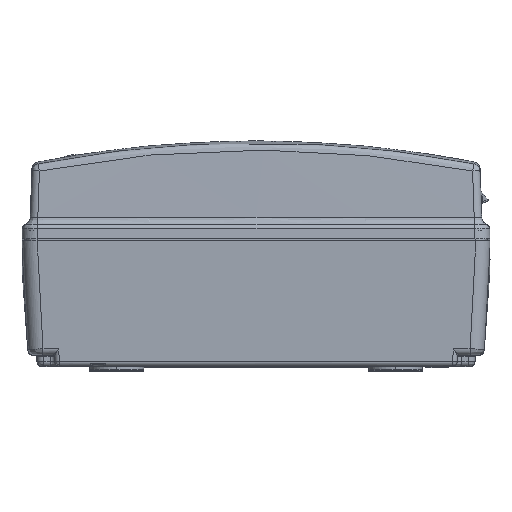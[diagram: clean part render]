
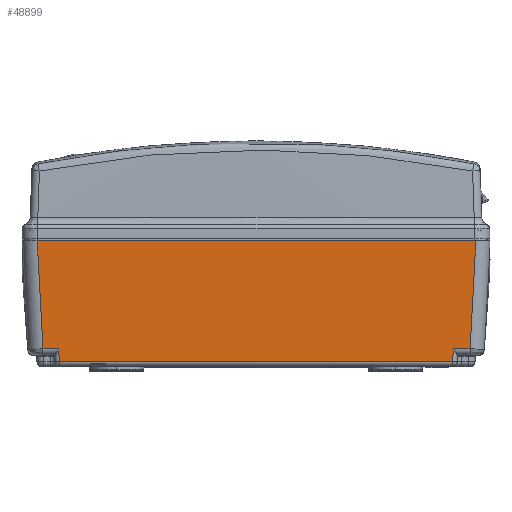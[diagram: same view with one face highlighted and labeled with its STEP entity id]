
A CAD part, top view. The second image highlights one B-rep face of the part: STEP entity #48899.
In plain terms, the highlighted planar face has unit normal (0, 0.035, -0.999).
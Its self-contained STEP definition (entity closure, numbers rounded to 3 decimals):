
#21519 = AXIS2_PLACEMENT_3D ( 'NONE', #66666, #66671, #66672 ) ;
#40356 = EDGE_CURVE ( 'NONE', #148691, #148697, #140007, .T. ) ;
#40423 = EDGE_CURVE ( 'NONE', #148751, #147418, #140159, .T. ) ;
#44754 = FACE_OUTER_BOUND ( 'NONE', #133940, .T. ) ;
#44910 = LINE ( 'NONE', #71031, #44911 ) ;
#44911 = VECTOR ( 'NONE', #71032, 1000. ) ;
#48899 = ADVANCED_FACE ( 'NONE', ( #44754 ), #66668, .F. ) ;
#51699 = VERTEX_POINT ( 'NONE', #67115 ) ;
#51709 = VERTEX_POINT ( 'NONE', #67123 ) ;
#51736 = VERTEX_POINT ( 'NONE', #67145 ) ;
#51741 = VERTEX_POINT ( 'NONE', #67148 ) ;
#57041 = ORIENTED_EDGE ( 'NONE', *, *, #40356, .F. ) ;
#57044 = ORIENTED_EDGE ( 'NONE', *, *, #59205, .F. ) ;
#57049 = ORIENTED_EDGE ( 'NONE', *, *, #59206, .F. ) ;
#57052 = ORIENTED_EDGE ( 'NONE', *, *, #59207, .F. ) ;
#57055 = ORIENTED_EDGE ( 'NONE', *, *, #40423, .F. ) ;
#57058 = ORIENTED_EDGE ( 'NONE', *, *, #59208, .F. ) ;
#57061 = ORIENTED_EDGE ( 'NONE', *, *, #59121, .F. ) ;
#57064 = ORIENTED_EDGE ( 'NONE', *, *, #59209, .F. ) ;
#59121 = EDGE_CURVE ( 'NONE', #51699, #51709, #44910, .T. ) ;
#59205 = EDGE_CURVE ( 'NONE', #51741, #148691, #141059, .T. ) ;
#59206 = EDGE_CURVE ( 'NONE', #51736, #51741, #141061, .T. ) ;
#59207 = EDGE_CURVE ( 'NONE', #147418, #51736, #141064, .T. ) ;
#59208 = EDGE_CURVE ( 'NONE', #51709, #148751, #141067, .T. ) ;
#59209 = EDGE_CURVE ( 'NONE', #148697, #51699, #141069, .T. ) ;
#66666 = CARTESIAN_POINT ( 'NONE',  ( -104.534, 0.819, 103.021 ) ) ;
#66668 = PLANE ( 'NONE',  #21519 ) ;
#66671 = DIRECTION ( 'NONE',  ( 0., -0.035, 0.999 ) ) ;
#66672 = DIRECTION ( 'NONE',  ( 1., 0., 0. ) ) ;
#67115 = CARTESIAN_POINT ( 'NONE',  ( -90.394, 1.93, 103.059 ) ) ;
#67123 = CARTESIAN_POINT ( 'NONE',  ( 90.394, 1.93, 103.059 ) ) ;
#67145 = CARTESIAN_POINT ( 'NONE',  ( 101.003, 57.5, 105. ) ) ;
#67148 = CARTESIAN_POINT ( 'NONE',  ( -100.504, 57.5, 105. ) ) ;
#71031 = CARTESIAN_POINT ( 'NONE',  ( 0., 1.93, 103.059 ) ) ;
#71032 = DIRECTION ( 'NONE',  ( 1., 0., 0. ) ) ;
#75353 = CARTESIAN_POINT ( 'NONE',  ( -100.504, 57.5, 105. ) ) ;
#75356 = CARTESIAN_POINT ( 'NONE',  ( 101.003, 57.5, 105. ) ) ;
#75359 = CARTESIAN_POINT ( 'NONE',  ( -99.622, 40.965, 104.423 ) ) ;
#75392 = CARTESIAN_POINT ( 'NONE',  ( 33.834, 57.5, 105. ) ) ;
#75396 = CARTESIAN_POINT ( 'NONE',  ( 98.357, 7.895, 103.268 ) ) ;
#75399 = CARTESIAN_POINT ( 'NONE',  ( -98.74, 24.43, 103.845 ) ) ;
#75401 = CARTESIAN_POINT ( 'NONE',  ( -97.858, 7.895, 103.268 ) ) ;
#75402 = CARTESIAN_POINT ( 'NONE',  ( 99.239, 24.43, 103.845 ) ) ;
#75404 = CARTESIAN_POINT ( 'NONE',  ( 90.394, 1.93, 103.059 ) ) ;
#75406 = CARTESIAN_POINT ( 'NONE',  ( -33.335, 57.5, 105. ) ) ;
#75409 = CARTESIAN_POINT ( 'NONE',  ( -100.504, 57.5, 105. ) ) ;
#75412 = CARTESIAN_POINT ( 'NONE',  ( 90.463, 3.919, 103.129 ) ) ;
#75417 = CARTESIAN_POINT ( 'NONE',  ( -90.602, 7.895, 103.268 ) ) ;
#75420 = CARTESIAN_POINT ( 'NONE',  ( 100.121, 40.965, 104.423 ) ) ;
#75423 = CARTESIAN_POINT ( 'NONE',  ( 101.003, 57.5, 105. ) ) ;
#75426 = CARTESIAN_POINT ( 'NONE',  ( -90.533, 5.907, 103.198 ) ) ;
#75434 = CARTESIAN_POINT ( 'NONE',  ( 90.533, 5.907, 103.198 ) ) ;
#75437 = CARTESIAN_POINT ( 'NONE',  ( 90.602, 7.895, 103.268 ) ) ;
#75447 = CARTESIAN_POINT ( 'NONE',  ( -90.463, 3.919, 103.129 ) ) ;
#75449 = CARTESIAN_POINT ( 'NONE',  ( -90.394, 1.93, 103.059 ) ) ;
#82819 = CARTESIAN_POINT ( 'NONE',  ( 98.357, 7.895, 103.268 ) ) ;
#84563 = CARTESIAN_POINT ( 'NONE',  ( -97.858, 7.895, 103.268 ) ) ;
#84569 = CARTESIAN_POINT ( 'NONE',  ( -90.602, 7.895, 103.268 ) ) ;
#84620 = CARTESIAN_POINT ( 'NONE',  ( 90.602, 7.895, 103.268 ) ) ;
#133940 = EDGE_LOOP ( 'NONE', ( #57041, #57044, #57049, #57052, #57055, #57058, #57061, #57064 ) ) ;
#140007 = B_SPLINE_CURVE_WITH_KNOTS ( 'NONE', 3,
 ( #142687, #142646, #142692, #142693 ),
 .UNSPECIFIED., .F., .F.,
 ( 4, 4 ),
 ( 0., 1. ),
 .UNSPECIFIED. ) ;
#140159 = B_SPLINE_CURVE_WITH_KNOTS ( 'NONE', 3,
 ( #150461, #150463, #150474, #150475 ),
 .UNSPECIFIED., .F., .F.,
 ( 4, 4 ),
 ( 0., 1. ),
 .UNSPECIFIED. ) ;
#141059 = B_SPLINE_CURVE_WITH_KNOTS ( 'NONE', 3,
 ( #75353, #75359, #75399, #75401 ),
 .UNSPECIFIED., .F., .F.,
 ( 4, 4 ),
 ( 0., 1. ),
 .UNSPECIFIED. ) ;
#141061 = B_SPLINE_CURVE_WITH_KNOTS ( 'NONE', 3,
 ( #75356, #75392, #75406, #75409 ),
 .UNSPECIFIED., .F., .F.,
 ( 4, 4 ),
 ( 0., 1. ),
 .UNSPECIFIED. ) ;
#141064 = B_SPLINE_CURVE_WITH_KNOTS ( 'NONE', 3,
 ( #75396, #75402, #75420, #75423 ),
 .UNSPECIFIED., .F., .F.,
 ( 4, 4 ),
 ( 0., 1. ),
 .UNSPECIFIED. ) ;
#141067 = B_SPLINE_CURVE_WITH_KNOTS ( 'NONE', 3,
 ( #75404, #75412, #75434, #75437 ),
 .UNSPECIFIED., .F., .F.,
 ( 4, 4 ),
 ( 0., 1. ),
 .UNSPECIFIED. ) ;
#141069 = B_SPLINE_CURVE_WITH_KNOTS ( 'NONE', 3,
 ( #75417, #75426, #75447, #75449 ),
 .UNSPECIFIED., .F., .F.,
 ( 4, 4 ),
 ( 0., 1. ),
 .UNSPECIFIED. ) ;
#142646 = CARTESIAN_POINT ( 'NONE',  ( -95.439, 7.895, 103.268 ) ) ;
#142687 = CARTESIAN_POINT ( 'NONE',  ( -97.858, 7.895, 103.268 ) ) ;
#142692 = CARTESIAN_POINT ( 'NONE',  ( -93.021, 7.895, 103.268 ) ) ;
#142693 = CARTESIAN_POINT ( 'NONE',  ( -90.602, 7.895, 103.268 ) ) ;
#147418 = VERTEX_POINT ( 'NONE', #82819 ) ;
#148691 = VERTEX_POINT ( 'NONE', #84563 ) ;
#148697 = VERTEX_POINT ( 'NONE', #84569 ) ;
#148751 = VERTEX_POINT ( 'NONE', #84620 ) ;
#150461 = CARTESIAN_POINT ( 'NONE',  ( 90.602, 7.895, 103.268 ) ) ;
#150463 = CARTESIAN_POINT ( 'NONE',  ( 93.187, 7.895, 103.268 ) ) ;
#150474 = CARTESIAN_POINT ( 'NONE',  ( 95.772, 7.895, 103.268 ) ) ;
#150475 = CARTESIAN_POINT ( 'NONE',  ( 98.357, 7.895, 103.268 ) ) ;
